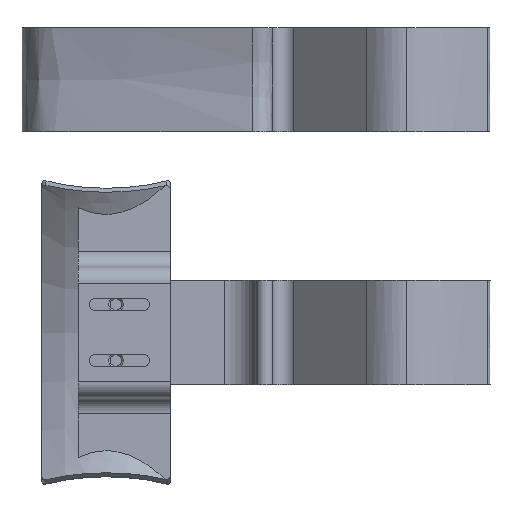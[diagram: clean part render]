
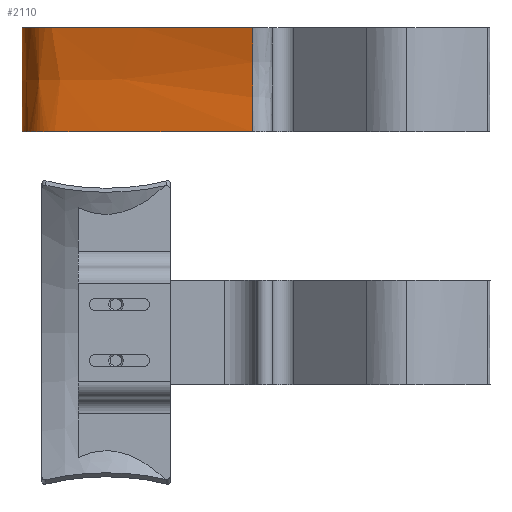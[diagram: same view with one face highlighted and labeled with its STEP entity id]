
A CAD part, front view. The second image highlights one B-rep face of the part: STEP entity #2110.
In plain terms, the highlighted free-form (B-spline) face has degree [3, 2] with [19, 3] control points.
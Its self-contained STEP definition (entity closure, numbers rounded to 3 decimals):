
#28=(
BOUNDED_SURFACE()
B_SPLINE_SURFACE(3,2,((#4774,#4775,#4776),(#4777,#4778,#4779),(#4780,#4781,
#4782),(#4783,#4784,#4785),(#4786,#4787,#4788),(#4789,#4790,#4791),(#4792,
#4793,#4794),(#4795,#4796,#4797),(#4798,#4799,#4800),(#4801,#4802,#4803),
(#4804,#4805,#4806),(#4807,#4808,#4809),(#4810,#4811,#4812),(#4813,#4814,
#4815),(#4816,#4817,#4818),(#4819,#4820,#4821),(#4822,#4823,#4824),(#4825,
#4826,#4827),(#4828,#4829,#4830)),.UNSPECIFIED.,.F.,.F.,.F.)
B_SPLINE_SURFACE_WITH_KNOTS((4,3,3,3,3,3,4),(3,3),(-4.956,0.,
0.194,0.39,0.655,1.,1.202),
(-0.694,0.349),.UNSPECIFIED.)
GEOMETRIC_REPRESENTATION_ITEM()
RATIONAL_B_SPLINE_SURFACE(((1.,0.867,1.),(1.,0.867,
1.),(1.,0.867,1.),(1.,0.867,1.),(1.,0.867,
1.),(1.,0.867,1.),(1.,0.867,1.),(1.,0.867,
1.),(1.,0.867,1.),(1.,0.867,1.),(1.,0.867,
1.),(1.,0.867,1.),(1.,0.867,1.),(1.,0.867,
1.),(1.,0.867,1.),(1.,0.867,1.),(1.,0.867,
1.),(1.,0.867,1.),(1.,0.867,1.)))
REPRESENTATION_ITEM('')
SURFACE()
);
#202=CIRCLE('',#2314,96.683);
#315=FACE_OUTER_BOUND('',#451,.T.);
#451=EDGE_LOOP('',(#1872,#1873,#1874,#1875));
#513=B_SPLINE_CURVE_WITH_KNOTS('',3,(#4596,#4597,#4598,#4599),
 .UNSPECIFIED.,.F.,.F.,(4,4),(-2.81,-0.03),
 .UNSPECIFIED.);
#516=B_SPLINE_CURVE_WITH_KNOTS('',3,(#4619,#4620,#4621,#4622,#4623,#4624,
#4625,#4626,#4627,#4628,#4629,#4630,#4631,#4632,#4633,#4634),
 .UNSPECIFIED.,.F.,.F.,(4,2,2,2,2,2,2,4),(0.,1.803,4.16,
8.536,15.813,17.025,17.72,21.759),
 .UNSPECIFIED.);
#523=B_SPLINE_CURVE_WITH_KNOTS('',3,(#4832,#4833,#4834,#4835,#4836,#4837,
#4838,#4839,#4840,#4841,#4842,#4843,#4844,#4845,#4846,#4847,#4848,#4849),
 .UNSPECIFIED.,.F.,.F.,(4,2,2,2,2,2,2,2,4),(-14.764,-13.083,
-11.315,-9.226,-7.625,-6.264,
-5.739,-4.806,-1.712),.UNSPECIFIED.);
#997=VERTEX_POINT('',#4582);
#998=VERTEX_POINT('',#4595);
#1000=VERTEX_POINT('',#4618);
#1014=VERTEX_POINT('',#4831);
#1290=EDGE_CURVE('',#997,#998,#513,.T.);
#1293=EDGE_CURVE('',#998,#1000,#516,.F.);
#1308=EDGE_CURVE('',#1014,#997,#523,.T.);
#1309=EDGE_CURVE('',#1014,#1000,#202,.T.);
#1872=ORIENTED_EDGE('',*,*,#1290,.F.);
#1873=ORIENTED_EDGE('',*,*,#1308,.F.);
#1874=ORIENTED_EDGE('',*,*,#1309,.T.);
#1875=ORIENTED_EDGE('',*,*,#1293,.F.);
#2110=ADVANCED_FACE('',(#315),#28,.T.);
#2314=AXIS2_PLACEMENT_3D('',#4850,#2802,#2803);
#2802=DIRECTION('center_axis',(-1.,0.,0.));
#2803=DIRECTION('ref_axis',(0.,1.,0.));
#4582=CARTESIAN_POINT('',(-3.001,-40.621,83.));
#4595=CARTESIAN_POINT('',(-3.001,-40.621,57.));
#4596=CARTESIAN_POINT('Ctrl Pts',(-3.001,-40.621,83.));
#4597=CARTESIAN_POINT('Ctrl Pts',(-3.001,-38.812,74.46));
#4598=CARTESIAN_POINT('Ctrl Pts',(-3.001,-38.812,65.54));
#4599=CARTESIAN_POINT('Ctrl Pts',(-3.001,-40.621,57.));
#4618=CARTESIAN_POINT('',(-59.853,-6.195,57.));
#4619=CARTESIAN_POINT('Ctrl Pts',(-59.853,-6.195,57.));
#4620=CARTESIAN_POINT('Ctrl Pts',(-60.796,-12.133,57.));
#4621=CARTESIAN_POINT('Ctrl Pts',(-60.476,-15.83,57.));
#4622=CARTESIAN_POINT('Ctrl Pts',(-59.803,-19.923,57.));
#4623=CARTESIAN_POINT('Ctrl Pts',(-59.095,-21.468,57.));
#4624=CARTESIAN_POINT('Ctrl Pts',(-57.594,-24.131,57.));
#4625=CARTESIAN_POINT('Ctrl Pts',(-56.454,-25.156,57.));
#4626=CARTESIAN_POINT('Ctrl Pts',(-54.62,-26.59,57.));
#4627=CARTESIAN_POINT('Ctrl Pts',(-53.298,-27.253,57.));
#4628=CARTESIAN_POINT('Ctrl Pts',(-51.685,-27.787,57.));
#4629=CARTESIAN_POINT('Ctrl Pts',(-51.453,-27.858,57.));
#4630=CARTESIAN_POINT('Ctrl Pts',(-51.085,-27.96,57.));
#4631=CARTESIAN_POINT('Ctrl Pts',(-51.058,-27.967,57.));
#4632=CARTESIAN_POINT('Ctrl Pts',(-33.66,-32.536,57.));
#4633=CARTESIAN_POINT('Ctrl Pts',(-18.211,-36.602,57.));
#4634=CARTESIAN_POINT('Ctrl Pts',(-3.001,-40.621,57.));
#4774=CARTESIAN_POINT('Ctrl Pts',(103.896,-75.026,92.464));
#4775=CARTESIAN_POINT('Ctrl Pts',(103.896,-62.112,76.957));
#4776=CARTESIAN_POINT('Ctrl Pts',(103.896,-69.014,57.994));
#4777=CARTESIAN_POINT('Ctrl Pts',(52.268,-64.769,101.006));
#4778=CARTESIAN_POINT('Ctrl Pts',(52.268,-46.945,79.602));
#4779=CARTESIAN_POINT('Ctrl Pts',(52.268,-56.471,53.429));
#4780=CARTESIAN_POINT('Ctrl Pts',(0.64,-54.512,109.548));
#4781=CARTESIAN_POINT('Ctrl Pts',(0.64,-31.777,82.248));
#4782=CARTESIAN_POINT('Ctrl Pts',(0.64,-43.928,48.863));
#4783=CARTESIAN_POINT('Ctrl Pts',(-50.988,-44.255,118.09));
#4784=CARTESIAN_POINT('Ctrl Pts',(-50.988,-16.609,84.893));
#4785=CARTESIAN_POINT('Ctrl Pts',(-50.988,-31.385,44.298));
#4786=CARTESIAN_POINT('Ctrl Pts',(-53.006,-43.854,118.423));
#4787=CARTESIAN_POINT('Ctrl Pts',(-53.006,-16.016,84.997));
#4788=CARTESIAN_POINT('Ctrl Pts',(-53.006,-30.894,44.12));
#4789=CARTESIAN_POINT('Ctrl Pts',(-54.849,-43.163,118.999));
#4790=CARTESIAN_POINT('Ctrl Pts',(-54.849,-14.995,85.175));
#4791=CARTESIAN_POINT('Ctrl Pts',(-54.849,-30.05,43.812));
#4792=CARTESIAN_POINT('Ctrl Pts',(-56.295,-42.185,119.814));
#4793=CARTESIAN_POINT('Ctrl Pts',(-56.295,-13.548,85.427));
#4794=CARTESIAN_POINT('Ctrl Pts',(-56.295,-28.853,43.377));
#4795=CARTESIAN_POINT('Ctrl Pts',(-57.762,-41.192,120.64));
#4796=CARTESIAN_POINT('Ctrl Pts',(-57.762,-12.08,85.683));
#4797=CARTESIAN_POINT('Ctrl Pts',(-57.762,-27.639,42.935));
#4798=CARTESIAN_POINT('Ctrl Pts',(-58.761,-39.947,121.677));
#4799=CARTESIAN_POINT('Ctrl Pts',(-58.761,-10.239,86.004));
#4800=CARTESIAN_POINT('Ctrl Pts',(-58.761,-26.117,42.381));
#4801=CARTESIAN_POINT('Ctrl Pts',(-59.373,-38.716,122.702));
#4802=CARTESIAN_POINT('Ctrl Pts',(-59.373,-8.419,86.322));
#4803=CARTESIAN_POINT('Ctrl Pts',(-59.373,-24.612,41.833));
#4804=CARTESIAN_POINT('Ctrl Pts',(-60.196,-37.06,124.081));
#4805=CARTESIAN_POINT('Ctrl Pts',(-60.196,-5.97,86.749));
#4806=CARTESIAN_POINT('Ctrl Pts',(-60.196,-22.587,41.096));
#4807=CARTESIAN_POINT('Ctrl Pts',(-60.423,-35.421,125.446));
#4808=CARTESIAN_POINT('Ctrl Pts',(-60.423,-3.546,87.172));
#4809=CARTESIAN_POINT('Ctrl Pts',(-60.423,-20.582,40.366));
#4810=CARTESIAN_POINT('Ctrl Pts',(-60.472,-33.829,126.772));
#4811=CARTESIAN_POINT('Ctrl Pts',(-60.472,-1.192,87.582));
#4812=CARTESIAN_POINT('Ctrl Pts',(-60.472,-18.635,39.658));
#4813=CARTESIAN_POINT('Ctrl Pts',(-60.536,-31.75,128.504));
#4814=CARTESIAN_POINT('Ctrl Pts',(-60.536,1.883,88.119));
#4815=CARTESIAN_POINT('Ctrl Pts',(-60.536,-16.092,38.732));
#4816=CARTESIAN_POINT('Ctrl Pts',(-60.274,-29.725,130.189));
#4817=CARTESIAN_POINT('Ctrl Pts',(-60.274,4.876,88.641));
#4818=CARTESIAN_POINT('Ctrl Pts',(-60.274,-13.617,37.831));
#4819=CARTESIAN_POINT('Ctrl Pts',(-59.853,-27.707,131.871));
#4820=CARTESIAN_POINT('Ctrl Pts',(-59.853,7.862,89.161));
#4821=CARTESIAN_POINT('Ctrl Pts',(-59.853,-11.148,36.933));
#4822=CARTESIAN_POINT('Ctrl Pts',(-59.607,-26.528,132.852));
#4823=CARTESIAN_POINT('Ctrl Pts',(-59.607,9.604,89.465));
#4824=CARTESIAN_POINT('Ctrl Pts',(-59.607,-9.707,36.408));
#4825=CARTESIAN_POINT('Ctrl Pts',(-59.361,-25.35,133.833));
#4826=CARTESIAN_POINT('Ctrl Pts',(-59.361,11.346,89.769));
#4827=CARTESIAN_POINT('Ctrl Pts',(-59.361,-8.267,35.884));
#4828=CARTESIAN_POINT('Ctrl Pts',(-59.116,-24.172,134.814));
#4829=CARTESIAN_POINT('Ctrl Pts',(-59.116,13.088,90.073));
#4830=CARTESIAN_POINT('Ctrl Pts',(-59.116,-6.826,35.36));
#4831=CARTESIAN_POINT('',(-59.853,-6.195,83.));
#4832=CARTESIAN_POINT('Ctrl Pts',(-59.853,-6.195,83.));
#4833=CARTESIAN_POINT('Ctrl Pts',(-60.627,-11.071,83.));
#4834=CARTESIAN_POINT('Ctrl Pts',(-60.546,-14.344,83.));
#4835=CARTESIAN_POINT('Ctrl Pts',(-60.149,-18.381,83.));
#4836=CARTESIAN_POINT('Ctrl Pts',(-59.72,-19.804,83.));
#4837=CARTESIAN_POINT('Ctrl Pts',(-58.804,-22.12,83.));
#4838=CARTESIAN_POINT('Ctrl Pts',(-58.104,-23.305,83.));
#4839=CARTESIAN_POINT('Ctrl Pts',(-56.53,-25.104,83.));
#4840=CARTESIAN_POINT('Ctrl Pts',(-55.432,-26.135,83.));
#4841=CARTESIAN_POINT('Ctrl Pts',(-52.168,-27.733,83.));
#4842=CARTESIAN_POINT('Ctrl Pts',(-51.647,-27.812,83.));
#4843=CARTESIAN_POINT('Ctrl Pts',(-45.583,-29.405,83.));
#4844=CARTESIAN_POINT('Ctrl Pts',(-43.897,-29.848,83.));
#4845=CARTESIAN_POINT('Ctrl Pts',(-39.21,-31.079,83.));
#4846=CARTESIAN_POINT('Ctrl Pts',(-36.207,-31.869,83.));
#4847=CARTESIAN_POINT('Ctrl Pts',(-23.259,-35.275,83.));
#4848=CARTESIAN_POINT('Ctrl Pts',(-13.105,-37.951,83.));
#4849=CARTESIAN_POINT('Ctrl Pts',(-3.001,-40.621,83.));
#4850=CARTESIAN_POINT('Origin',(-59.853,-102.,70.));
